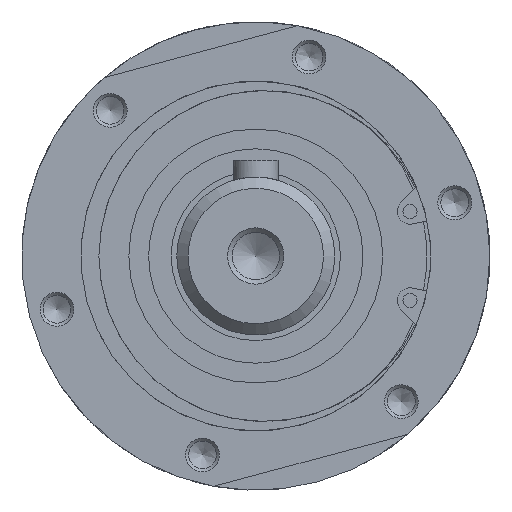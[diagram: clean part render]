
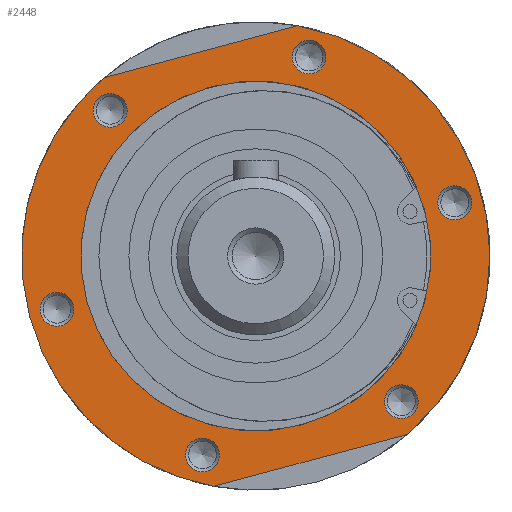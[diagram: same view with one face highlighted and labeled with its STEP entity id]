
A CAD part, left-side view. The second image highlights one B-rep face of the part: STEP entity #2448.
In plain terms, the highlighted planar face has unit normal (-1, 0, 0).
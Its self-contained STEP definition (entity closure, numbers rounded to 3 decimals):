
#2210=CARTESIAN_POINT('',(-214.5,-26.876,-31.621));
#2211=VERTEX_POINT('',#2210);
#2218=CARTESIAN_POINT('',(-214.5,7.465,-40.823));
#2219=VERTEX_POINT('',#2218);
#2220=CARTESIAN_POINT('',(-214.5,7.465,-40.823));
#2221=DIRECTION('',(0.0,-0.966,0.259));
#2222=VECTOR('',#2221,35.553);
#2223=LINE('',#2220,#2222);
#2224=EDGE_CURVE('',#2219,#2211,#2223,.T.);
#2266=CARTESIAN_POINT('',(-214.5,26.876,31.621));
#2267=VERTEX_POINT('',#2266);
#2274=CARTESIAN_POINT('',(-214.5,-7.465,40.823));
#2275=VERTEX_POINT('',#2274);
#2276=CARTESIAN_POINT('',(-214.5,-7.465,40.823));
#2277=DIRECTION('',(0.0,0.966,-0.259));
#2278=VECTOR('',#2277,35.553);
#2279=LINE('',#2276,#2278);
#2280=EDGE_CURVE('',#2275,#2267,#2279,.T.);
#2300=CARTESIAN_POINT('',(-214.5,0.,0.));
#2301=DIRECTION('',(1.0,0.,0.));
#2302=DIRECTION('',(0.,0.966,-0.259));
#2303=AXIS2_PLACEMENT_3D('',#2300,#2301,#2302);
#2304=CIRCLE('',#2303,41.5);
#2305=EDGE_CURVE('',#2219,#2267,#2304,.T.);
#2310=CARTESIAN_POINT('',(-214.5,0.,0.));
#2311=DIRECTION('',(1.0,0.,0.));
#2312=DIRECTION('',(0.,0.966,-0.259));
#2313=AXIS2_PLACEMENT_3D('',#2310,#2311,#2312);
#2314=CIRCLE('',#2313,41.5);
#2315=EDGE_CURVE('',#2275,#2211,#2314,.T.);
#2356=CARTESIAN_POINT('',(-214.5,-12.345,34.48));
#2357=VERTEX_POINT('',#2356);
#2358=CARTESIAN_POINT('',(-214.5,-9.447,35.256));
#2359=DIRECTION('',(-1.,0.,0.));
#2360=DIRECTION('',(0.,0.966,0.259));
#2361=AXIS2_PLACEMENT_3D('',#2358,#2359,#2360);
#2362=CIRCLE('',#2361,3.);
#2363=EDGE_CURVE('',#2357,#2357,#2362,.T.);
#2368=CARTESIAN_POINT('',(-214.5,35.015,-9.382));
#2369=DIRECTION('',(-1.0,0.0,0.0));
#2370=DIRECTION('',(0.0,0.259,0.966));
#2371=AXIS2_PLACEMENT_3D('',#2368,#2369,#2370);
#2372=PLANE('',#2371);
#2373=ORIENTED_EDGE('',*,*,#2224,.T.);
#2374=ORIENTED_EDGE('',*,*,#2315,.F.);
#2375=ORIENTED_EDGE('',*,*,#2280,.T.);
#2376=ORIENTED_EDGE('',*,*,#2305,.F.);
#2377=EDGE_LOOP('',(#2373,#2374,#2375,#2376));
#2378=FACE_OUTER_BOUND('',#2377,.T.);
#2379=CARTESIAN_POINT('',(-214.5,-36.033,6.549));
#2380=VERTEX_POINT('',#2379);
#2381=CARTESIAN_POINT('',(-214.5,-35.256,9.447));
#2382=DIRECTION('',(-1.0,0.,0.));
#2383=DIRECTION('',(0.,0.259,0.966));
#2384=AXIS2_PLACEMENT_3D('',#2381,#2382,#2383);
#2385=CIRCLE('',#2384,3.);
#2386=EDGE_CURVE('',#2380,#2380,#2385,.T.);
#2387=ORIENTED_EDGE('',*,*,#2386,.F.);
#2388=EDGE_LOOP('',(#2387));
#2389=FACE_BOUND('',#2388,.T.);
#2390=CARTESIAN_POINT('',(-214.5,-23.688,-27.931));
#2391=VERTEX_POINT('',#2390);
#2392=CARTESIAN_POINT('',(-214.5,-25.809,-25.809));
#2393=DIRECTION('',(-1.,0.,0.));
#2394=DIRECTION('',(0.,-0.707,0.707));
#2395=AXIS2_PLACEMENT_3D('',#2392,#2393,#2394);
#2396=CIRCLE('',#2395,3.);
#2397=EDGE_CURVE('',#2391,#2391,#2396,.T.);
#2398=ORIENTED_EDGE('',*,*,#2397,.F.);
#2399=EDGE_LOOP('',(#2398));
#2400=FACE_BOUND('',#2399,.T.);
#2401=CARTESIAN_POINT('',(-214.5,12.345,-34.48));
#2402=VERTEX_POINT('',#2401);
#2403=CARTESIAN_POINT('',(-214.5,9.447,-35.256));
#2404=DIRECTION('',(-1.,0.,0.));
#2405=DIRECTION('',(0.,-0.966,-0.259));
#2406=AXIS2_PLACEMENT_3D('',#2403,#2404,#2405);
#2407=CIRCLE('',#2406,3.);
#2408=EDGE_CURVE('',#2402,#2402,#2407,.T.);
#2409=ORIENTED_EDGE('',*,*,#2408,.F.);
#2410=EDGE_LOOP('',(#2409));
#2411=FACE_BOUND('',#2410,.T.);
#2412=CARTESIAN_POINT('',(-214.5,29.944,-8.023));
#2413=VERTEX_POINT('',#2412);
#2414=CARTESIAN_POINT('',(-214.5,0.,0.));
#2415=DIRECTION('',(1.0,0.,0.));
#2416=DIRECTION('',(0.,0.966,-0.259));
#2417=AXIS2_PLACEMENT_3D('',#2414,#2415,#2416);
#2418=CIRCLE('',#2417,31.);
#2419=EDGE_CURVE('',#2413,#2413,#2418,.T.);
#2420=ORIENTED_EDGE('',*,*,#2419,.T.);
#2421=EDGE_LOOP('',(#2420));
#2422=FACE_BOUND('',#2421,.T.);
#2423=CARTESIAN_POINT('',(-214.5,36.033,-6.549));
#2424=VERTEX_POINT('',#2423);
#2425=CARTESIAN_POINT('',(-214.5,35.256,-9.447));
#2426=DIRECTION('',(-1.0,0.,0.));
#2427=DIRECTION('',(0.,-0.259,-0.966));
#2428=AXIS2_PLACEMENT_3D('',#2425,#2426,#2427);
#2429=CIRCLE('',#2428,3.);
#2430=EDGE_CURVE('',#2424,#2424,#2429,.T.);
#2431=ORIENTED_EDGE('',*,*,#2430,.F.);
#2432=EDGE_LOOP('',(#2431));
#2433=FACE_BOUND('',#2432,.T.);
#2434=CARTESIAN_POINT('',(-214.5,23.688,27.931));
#2435=VERTEX_POINT('',#2434);
#2436=CARTESIAN_POINT('',(-214.5,25.809,25.809));
#2437=DIRECTION('',(-1.,0.,0.));
#2438=DIRECTION('',(0.,0.707,-0.707));
#2439=AXIS2_PLACEMENT_3D('',#2436,#2437,#2438);
#2440=CIRCLE('',#2439,3.);
#2441=EDGE_CURVE('',#2435,#2435,#2440,.T.);
#2442=ORIENTED_EDGE('',*,*,#2441,.F.);
#2443=EDGE_LOOP('',(#2442));
#2444=FACE_BOUND('',#2443,.T.);
#2445=ORIENTED_EDGE('',*,*,#2363,.F.);
#2446=EDGE_LOOP('',(#2445));
#2447=FACE_BOUND('',#2446,.T.);
#2448=ADVANCED_FACE('',(#2378,#2389,#2400,#2411,#2422,#2433,#2444,#2447),#2372,.T.);
